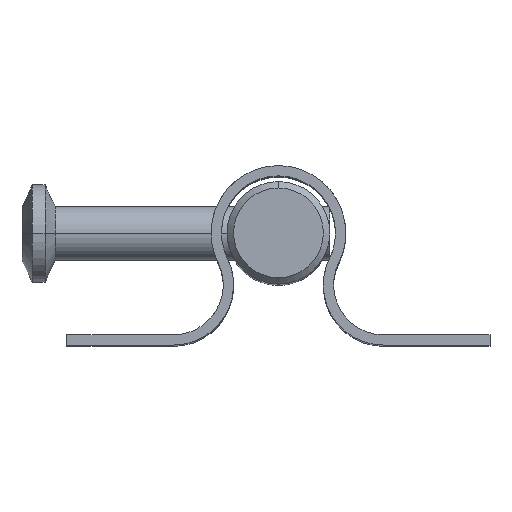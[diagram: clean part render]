
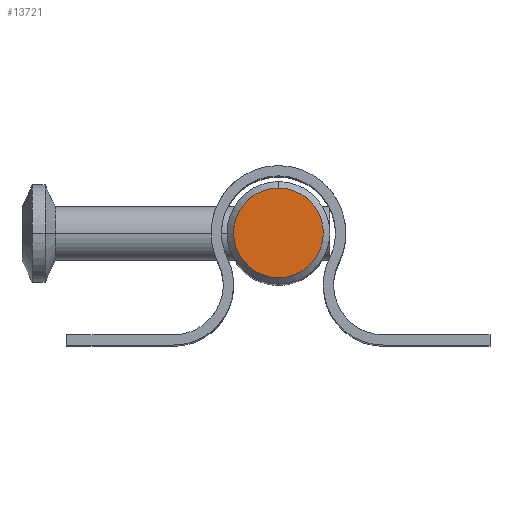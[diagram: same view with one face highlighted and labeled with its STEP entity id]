
A CAD part, top view. The second image highlights one B-rep face of the part: STEP entity #13721.
In plain terms, the highlighted planar face has unit normal (0, 0, 1).
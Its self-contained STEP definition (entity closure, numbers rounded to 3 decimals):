
#465 = DIRECTION ( 'NONE',  ( 1., 0., 0. ) ) ;
#1174 = DIRECTION ( 'NONE',  ( 0., 0., 1. ) ) ;
#1468 = AXIS2_PLACEMENT_3D ( 'NONE', #12783, #3673, #5011 ) ;
#1782 = AXIS2_PLACEMENT_3D ( 'NONE', #6747, #8120, #465 ) ;
#2935 = EDGE_CURVE ( 'NONE', #9980, #9020, #15920, .T. ) ;
#3461 = ORIENTED_EDGE ( 'NONE', *, *, #2935, .T. ) ;
#3673 = DIRECTION ( 'NONE',  ( 0., 0., 1. ) ) ;
#5011 = DIRECTION ( 'NONE',  ( 1., 0., 0. ) ) ;
#6404 = CARTESIAN_POINT ( 'NONE',  ( -3.5, 0., 31.5 ) ) ;
#6747 = CARTESIAN_POINT ( 'NONE',  ( 0., 0., 31.5 ) ) ;
#8120 = DIRECTION ( 'NONE',  ( 0., 0., 1. ) ) ;
#8809 = CARTESIAN_POINT ( 'NONE',  ( 0., 0., 31.5 ) ) ;
#9020 = VERTEX_POINT ( 'NONE', #16419 ) ;
#9760 = EDGE_CURVE ( 'NONE', #9020, #9980, #11524, .T. ) ;
#9980 = VERTEX_POINT ( 'NONE', #6404 ) ;
#9984 = PLANE ( 'NONE',  #14388 ) ;
#10002 = EDGE_LOOP ( 'NONE', ( #3461, #10613 ) ) ;
#10613 = ORIENTED_EDGE ( 'NONE', *, *, #9760, .T. ) ;
#11524 = CIRCLE ( 'NONE', #1782, 3.5 ) ;
#12647 = DIRECTION ( 'NONE',  ( 1., 0., 0. ) ) ;
#12783 = CARTESIAN_POINT ( 'NONE',  ( 0., 0., 31.5 ) ) ;
#13721 = ADVANCED_FACE ( 'NONE', ( #14348 ), #9984, .T. ) ;
#14348 = FACE_OUTER_BOUND ( 'NONE', #10002, .T. ) ;
#14388 = AXIS2_PLACEMENT_3D ( 'NONE', #8809, #1174, #12647 ) ;
#15920 = CIRCLE ( 'NONE', #1468, 3.5 ) ;
#16419 = CARTESIAN_POINT ( 'NONE',  ( 3.5, 0., 31.5 ) ) ;
